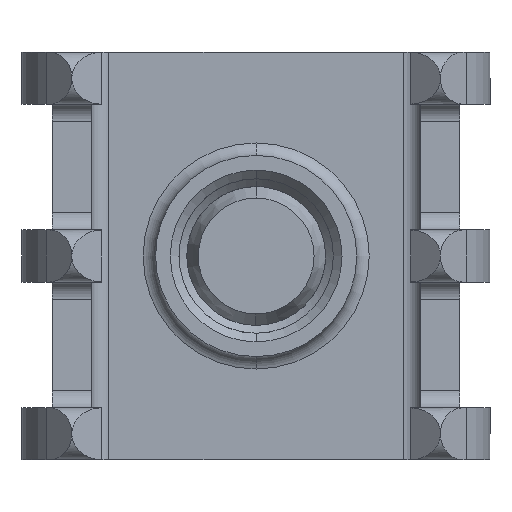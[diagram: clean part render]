
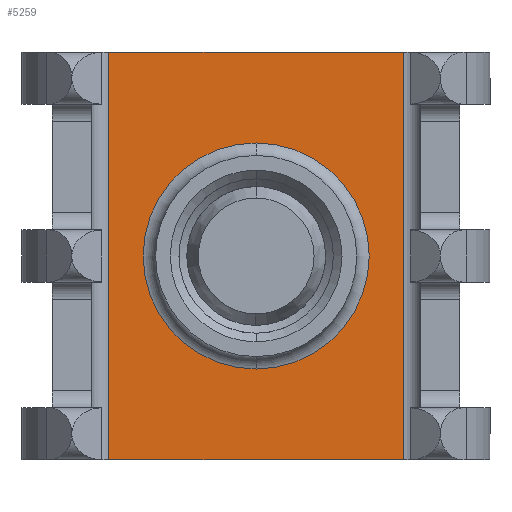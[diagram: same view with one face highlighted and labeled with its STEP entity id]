
A CAD part, front view. The second image highlights one B-rep face of the part: STEP entity #5259.
In plain terms, the highlighted planar face has unit normal (0, -1, 0).
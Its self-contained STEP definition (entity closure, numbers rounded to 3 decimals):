
#616 = ORIENTED_EDGE ( 'NONE', *, *, #5348, .T. ) ;
#1722 = LINE ( 'NONE', #1774, #1773 ) ;
#1723 = CARTESIAN_POINT ( 'NONE',  ( -4.318, 15.875, 11.938 ) ) ;
#1724 = CARTESIAN_POINT ( 'NONE',  ( 4.318, 15.875, 11.938 ) ) ;
#1725 = CARTESIAN_POINT ( 'NONE',  ( 4.318, 15.875, 0. ) ) ;
#1726 = DIRECTION ( 'NONE',  ( -1., 0., 0. ) ) ;
#1727 = VECTOR ( 'NONE', #1726, 1000. ) ;
#1728 = CARTESIAN_POINT ( 'NONE',  ( -4.318, 15.875, 0. ) ) ;
#1729 = DIRECTION ( 'NONE',  ( 0., 0., -1. ) ) ;
#1730 = DIRECTION ( 'NONE',  ( 0., -1., 0. ) ) ;
#1731 = AXIS2_PLACEMENT_3D ( 'NONE', #1733, #1730, #1729 ) ;
#1732 = LINE ( 'NONE', #1728, #1727 ) ;
#1733 = CARTESIAN_POINT ( 'NONE',  ( -4.318, 15.875, 11.938 ) ) ;
#1734 = PLANE ( 'NONE',  #1731 ) ;
#1735 = FACE_BOUND ( 'NONE', #5267, .T. ) ;
#1736 = FACE_OUTER_BOUND ( 'NONE', #5269, .T. ) ;
#1737 = DIRECTION ( 'NONE',  ( -1., 0., 0. ) ) ;
#1738 = VECTOR ( 'NONE', #1737, 1000. ) ;
#1739 = CARTESIAN_POINT ( 'NONE',  ( -4.318, 15.875, 11.938 ) ) ;
#1740 = LINE ( 'NONE', #1739, #1738 ) ;
#1741 = DIRECTION ( 'NONE',  ( 0., 0., -1. ) ) ;
#1742 = VECTOR ( 'NONE', #1741, 1000. ) ;
#1743 = CARTESIAN_POINT ( 'NONE',  ( 4.318, 15.875, 11.938 ) ) ;
#1744 = LINE ( 'NONE', #1743, #1742 ) ;
#1765 = DIRECTION ( 'NONE',  ( 0., 0., 1. ) ) ;
#1766 = DIRECTION ( 'NONE',  ( 0., 1., 0. ) ) ;
#1767 = CARTESIAN_POINT ( 'NONE',  ( 0., 15.875, 5.969 ) ) ;
#1768 = AXIS2_PLACEMENT_3D ( 'NONE', #1767, #1766, #1765 ) ;
#1769 = CIRCLE ( 'NONE', #1768, 3.31 ) ;
#1771 = CARTESIAN_POINT ( 'NONE',  ( -4.318, 15.875, 0. ) ) ;
#1772 = DIRECTION ( 'NONE',  ( 0., 0., -1. ) ) ;
#1773 = VECTOR ( 'NONE', #1772, 1000. ) ;
#1774 = CARTESIAN_POINT ( 'NONE',  ( -4.318, 15.875, 11.938 ) ) ;
#1899 = CARTESIAN_POINT ( 'NONE',  ( 0., 15.875, 9.279 ) ) ;
#1944 = DIRECTION ( 'NONE',  ( 0., 0., 1. ) ) ;
#1945 = DIRECTION ( 'NONE',  ( 0., 1., 0. ) ) ;
#1946 = CARTESIAN_POINT ( 'NONE',  ( 0., 15.875, 5.969 ) ) ;
#1947 = AXIS2_PLACEMENT_3D ( 'NONE', #1946, #1945, #1944 ) ;
#1948 = CIRCLE ( 'NONE', #1947, 3.31 ) ;
#1969 = CARTESIAN_POINT ( 'NONE',  ( 0., 15.875, 2.659 ) ) ;
#5256 = EDGE_CURVE ( 'NONE', #5263, #5261, #1744, .T. ) ;
#5257 = EDGE_CURVE ( 'NONE', #5263, #5265, #1740, .T. ) ;
#5258 = ORIENTED_EDGE ( 'NONE', *, *, #5270, .T. ) ;
#5259 = ADVANCED_FACE ( 'NONE', ( #1736, #1735 ), #1734, .T. ) ;
#5260 = EDGE_CURVE ( 'NONE', #5261, #5268, #1732, .T. ) ;
#5261 = VERTEX_POINT ( 'NONE', #1725 ) ;
#5262 = ORIENTED_EDGE ( 'NONE', *, *, #5257, .T. ) ;
#5263 = VERTEX_POINT ( 'NONE', #1724 ) ;
#5264 = ORIENTED_EDGE ( 'NONE', *, *, #5260, .F. ) ;
#5265 = VERTEX_POINT ( 'NONE', #1723 ) ;
#5266 = EDGE_CURVE ( 'NONE', #5265, #5268, #1722, .T. ) ;
#5267 = EDGE_LOOP ( 'NONE', ( #5258, #616 ) ) ;
#5268 = VERTEX_POINT ( 'NONE', #1771 ) ;
#5269 = EDGE_LOOP ( 'NONE', ( #5264, #5271, #5262, #5272 ) ) ;
#5270 = EDGE_CURVE ( 'NONE', #5344, #5365, #1769, .T. ) ;
#5271 = ORIENTED_EDGE ( 'NONE', *, *, #5256, .F. ) ;
#5272 = ORIENTED_EDGE ( 'NONE', *, *, #5266, .T. ) ;
#5344 = VERTEX_POINT ( 'NONE', #1899 ) ;
#5348 = EDGE_CURVE ( 'NONE', #5365, #5344, #1948, .T. ) ;
#5365 = VERTEX_POINT ( 'NONE', #1969 ) ;
